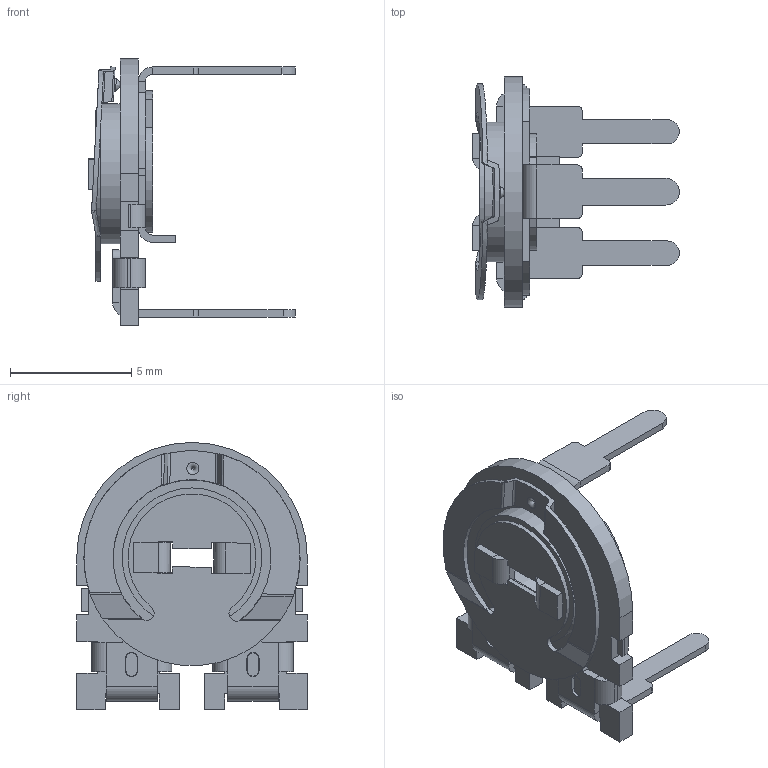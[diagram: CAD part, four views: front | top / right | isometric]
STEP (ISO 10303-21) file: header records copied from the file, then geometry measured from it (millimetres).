
FILE_DESCRIPTION((''),'2;1');
FILE_NAME('SP3-38B(SH085).stp','2013-04-30T02:39:40',('bma'),(''),'Autodesk Inventor 2013','Autodesk Inventor 2013','');
FILE_SCHEMA(('AUTOMOTIVE_DESIGN { 1 0 10303 214 1 1 1 1 }'));
Length unit declared in the file: millimetre
Products named in the file (7): SP3-38B(SH085); основание; боковые контакты; изолиционная шайба; центральный контакт; движок; огранечилеть
Assembly tree (7 placements, depth 2):
  SP3-38B(SH085)
    основание
    боковые контакты  x2
    изолиционная шайба
    центральный контакт
    движок
    огранечилеть
Bounding box: 8.51 x 9.5 x 11 mm (x, y, z)
Volume: 113.3 mm3; surface area: 665.5 mm2
Topology: 7 solids, 7 shells, 337 faces, 836 edges, 516 vertices
Faces by surface type: plane 224, cylinder 88, bspline 13, cone 6, torus 5, sphere 1
Full cylindrical faces by diameter (mm): 3.5 x1, 4 x1, 5.75 x1
Entity records: 10154 total; most frequent: CARTESIAN_POINT 3380, ORIENTED_EDGE 1364, DIRECTION 1326, EDGE_CURVE 682, VECTOR 504, LINE 504, VERTEX_POINT 430, AXIS2_PLACEMENT_3D 411
